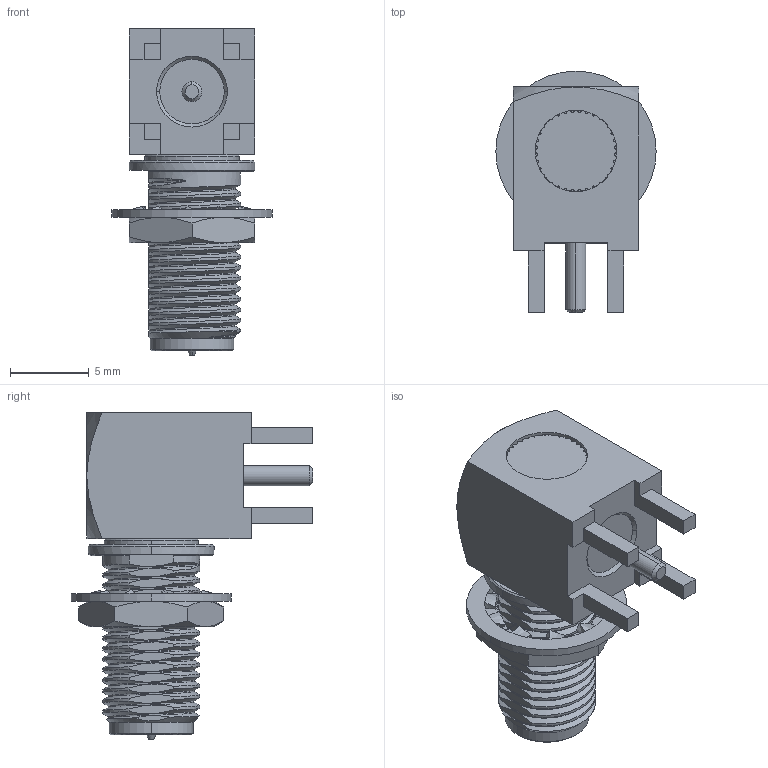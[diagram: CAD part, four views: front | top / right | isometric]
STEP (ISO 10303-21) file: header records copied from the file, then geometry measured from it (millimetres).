
FILE_DESCRIPTION((''),'2;1');
FILE_NAME('132203RP','2019-11-20T',('Krishnaprasath'),(''),'CREO PARAMETRIC BY PTC INC, 2018360','CREO PARAMETRIC BY PTC INC, 2018360','');
FILE_SCHEMA(('CONFIG_CONTROL_DESIGN'));
Length unit declared in the file: millimetre
Products named in the file (1): 132203RP
Bounding box: 10.2 x 15.39 x 20.77 mm (x, y, z)
Volume: 1030.7 mm3; surface area: 1171.2 mm2
Topology: 1 solids, 1 shells, 447 faces, 1269 edges, 830 vertices
Faces by surface type: cylinder 216, plane 115, bspline 81, cone 35
Entity records: 24650 total; most frequent: CARTESIAN_POINT 13193, ORIENTED_EDGE 2538, DIRECTION 2287, EDGE_CURVE 1269, AXIS2_PLACEMENT_3D 889, VERTEX_POINT 830, CIRCLE 523, VECTOR 509
